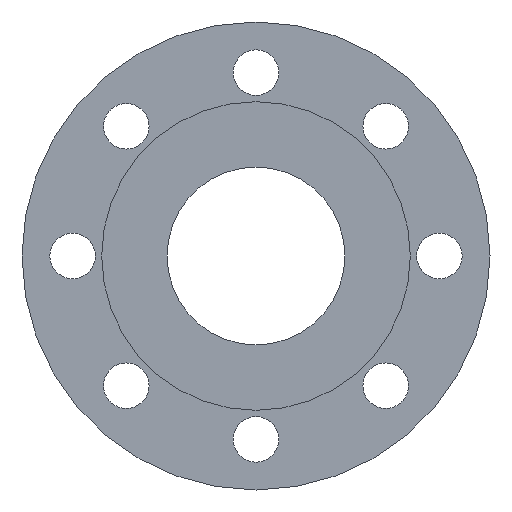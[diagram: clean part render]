
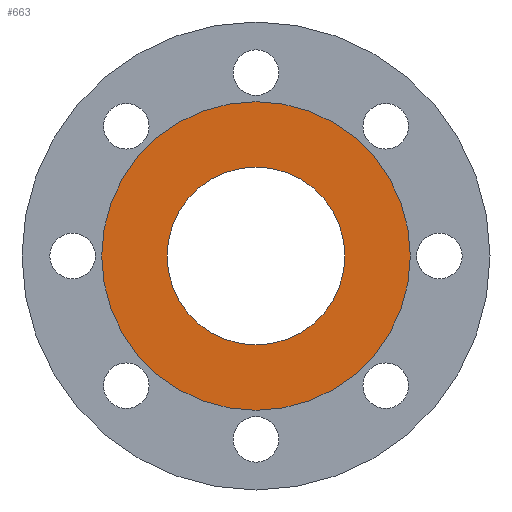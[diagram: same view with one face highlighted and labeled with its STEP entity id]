
A CAD part, front view. The second image highlights one B-rep face of the part: STEP entity #663.
In plain terms, the highlighted planar face has unit normal (0, -1, 0).
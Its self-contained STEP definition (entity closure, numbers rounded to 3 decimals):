
#19 = CARTESIAN_POINT ( 'NONE',  ( 0., 0., 61. ) ) ;
#82 = DIRECTION ( 'NONE',  ( 0., -1., 0. ) ) ;
#96 = CARTESIAN_POINT ( 'NONE',  ( 0., 0., -35.15 ) ) ;
#102 = ORIENTED_EDGE ( 'NONE', *, *, #494, .T. ) ;
#127 = AXIS2_PLACEMENT_3D ( 'NONE', #806, #385, #356 ) ;
#139 = ORIENTED_EDGE ( 'NONE', *, *, #1069, .F. ) ;
#177 = DIRECTION ( 'NONE',  ( 0., 1., 0. ) ) ;
#183 = CARTESIAN_POINT ( 'NONE',  ( 0., 0., 0. ) ) ;
#273 = CIRCLE ( 'NONE', #127, 61. ) ;
#274 = DIRECTION ( 'NONE',  ( 0., 0., 1. ) ) ;
#332 = FACE_OUTER_BOUND ( 'NONE', #497, .T. ) ;
#356 = DIRECTION ( 'NONE',  ( 0., 0., 1. ) ) ;
#364 = EDGE_LOOP ( 'NONE', ( #517, #102 ) ) ;
#371 = DIRECTION ( 'NONE',  ( 0., 1., 0. ) ) ;
#385 = DIRECTION ( 'NONE',  ( 0., 1., 0. ) ) ;
#392 = ORIENTED_EDGE ( 'NONE', *, *, #819, .F. ) ;
#411 = CARTESIAN_POINT ( 'NONE',  ( 0., 0., 35.15 ) ) ;
#434 = AXIS2_PLACEMENT_3D ( 'NONE', #1042, #371, #274 ) ;
#437 = CARTESIAN_POINT ( 'NONE',  ( 0., 0., 35.15 ) ) ;
#438 = VERTEX_POINT ( 'NONE', #96 ) ;
#450 = VERTEX_POINT ( 'NONE', #19 ) ;
#494 = EDGE_CURVE ( 'NONE', #438, #854, #673, .T. ) ;
#497 = EDGE_LOOP ( 'NONE', ( #392, #139 ) ) ;
#500 = PLANE ( 'NONE',  #843 ) ;
#517 = ORIENTED_EDGE ( 'NONE', *, *, #874, .T. ) ;
#596 = DIRECTION ( 'NONE',  ( 0., 0., -1. ) ) ;
#618 = DIRECTION ( 'NONE',  ( 0., 0., 1. ) ) ;
#663 = ADVANCED_FACE ( 'NONE', ( #677, #332 ), #500, .T. ) ;
#673 = CIRCLE ( 'NONE', #763, 35.15 ) ;
#677 = FACE_BOUND ( 'NONE', #364, .T. ) ;
#710 = DIRECTION ( 'NONE',  ( 0., 1., 0. ) ) ;
#763 = AXIS2_PLACEMENT_3D ( 'NONE', #948, #710, #618 ) ;
#789 = CIRCLE ( 'NONE', #434, 35.15 ) ;
#806 = CARTESIAN_POINT ( 'NONE',  ( 0., 0., 0. ) ) ;
#819 = EDGE_CURVE ( 'NONE', #450, #918, #920, .T. ) ;
#843 = AXIS2_PLACEMENT_3D ( 'NONE', #411, #82, #596 ) ;
#846 = AXIS2_PLACEMENT_3D ( 'NONE', #183, #177, #956 ) ;
#854 = VERTEX_POINT ( 'NONE', #437 ) ;
#874 = EDGE_CURVE ( 'NONE', #854, #438, #789, .T. ) ;
#918 = VERTEX_POINT ( 'NONE', #945 ) ;
#920 = CIRCLE ( 'NONE', #846, 61. ) ;
#945 = CARTESIAN_POINT ( 'NONE',  ( 0., 0., -61. ) ) ;
#948 = CARTESIAN_POINT ( 'NONE',  ( 0., 0., 0. ) ) ;
#956 = DIRECTION ( 'NONE',  ( 0., 0., 1. ) ) ;
#1042 = CARTESIAN_POINT ( 'NONE',  ( 0., 0., 0. ) ) ;
#1069 = EDGE_CURVE ( 'NONE', #918, #450, #273, .T. ) ;
